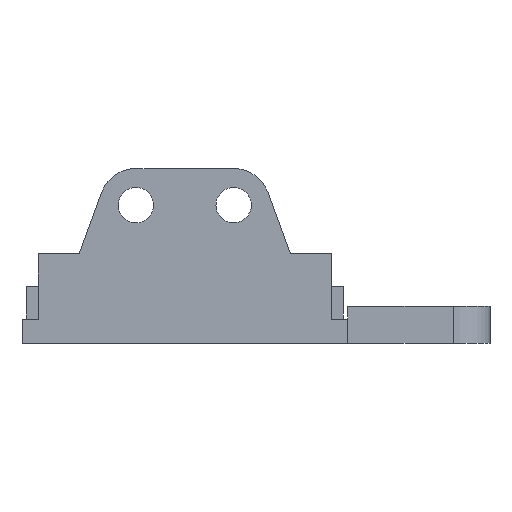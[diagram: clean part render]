
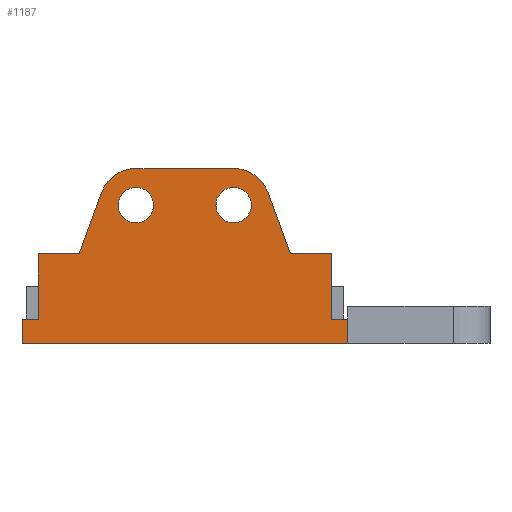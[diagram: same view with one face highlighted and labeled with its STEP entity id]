
A CAD part, front view. The second image highlights one B-rep face of the part: STEP entity #1187.
In plain terms, the highlighted planar face has unit normal (0, -1, 0).
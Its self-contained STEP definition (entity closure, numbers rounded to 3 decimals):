
#685 = VERTEX_POINT('',#686);
#686 = CARTESIAN_POINT('',(20.,-25.5,0.));
#692 = EDGE_CURVE('',#693,#685,#695,.T.);
#693 = VERTEX_POINT('',#694);
#694 = CARTESIAN_POINT('',(-20.,-25.5,0.));
#695 = LINE('',#696,#697);
#696 = CARTESIAN_POINT('',(-20.,-25.5,0.));
#697 = VECTOR('',#698,1.);
#698 = DIRECTION('',(1.,0.,0.));
#736 = VERTEX_POINT('',#737);
#737 = CARTESIAN_POINT('',(18.,-25.5,11.));
#771 = VERTEX_POINT('',#772);
#772 = CARTESIAN_POINT('',(-18.,-25.5,11.));
#778 = EDGE_CURVE('',#779,#771,#781,.T.);
#779 = VERTEX_POINT('',#780);
#780 = CARTESIAN_POINT('',(-12.973,-25.5,11.));
#781 = LINE('',#782,#783);
#782 = CARTESIAN_POINT('',(18.,-25.5,11.));
#783 = VECTOR('',#784,1.);
#784 = DIRECTION('',(-1.,0.,0.));
#803 = VERTEX_POINT('',#804);
#804 = CARTESIAN_POINT('',(12.973,-25.5,11.));
#810 = EDGE_CURVE('',#736,#803,#811,.T.);
#811 = LINE('',#812,#813);
#812 = CARTESIAN_POINT('',(18.,-25.5,11.));
#813 = VECTOR('',#814,1.);
#814 = DIRECTION('',(-1.,0.,0.));
#1015 = VERTEX_POINT('',#1016);
#1016 = CARTESIAN_POINT('',(-18.,-25.5,3.));
#1022 = EDGE_CURVE('',#1023,#1015,#1025,.T.);
#1023 = VERTEX_POINT('',#1024);
#1024 = CARTESIAN_POINT('',(-20.,-25.5,3.));
#1025 = LINE('',#1026,#1027);
#1026 = CARTESIAN_POINT('',(-20.,-25.5,3.));
#1027 = VECTOR('',#1028,1.);
#1028 = DIRECTION('',(1.,0.,0.));
#1169 = VERTEX_POINT('',#1170);
#1170 = CARTESIAN_POINT('',(20.,-25.5,3.));
#1176 = EDGE_CURVE('',#685,#1169,#1177,.T.);
#1177 = LINE('',#1178,#1179);
#1178 = CARTESIAN_POINT('',(20.,-25.5,0.));
#1179 = VECTOR('',#1180,1.);
#1180 = DIRECTION('',(0.,0.,1.));
#1187 = ADVANCED_FACE('',(#1188,#1261,#1272),#1283,.T.);
#1188 = FACE_BOUND('',#1189,.T.);
#1189 = EDGE_LOOP('',(#1190,#1191,#1199,#1205,#1206,#1214,#1223,#1231,
    #1240,#1246,#1247,#1253,#1254,#1260));
#1190 = ORIENTED_EDGE('',*,*,#1176,.T.);
#1191 = ORIENTED_EDGE('',*,*,#1192,.T.);
#1192 = EDGE_CURVE('',#1169,#1193,#1195,.T.);
#1193 = VERTEX_POINT('',#1194);
#1194 = CARTESIAN_POINT('',(18.,-25.5,3.));
#1195 = LINE('',#1196,#1197);
#1196 = CARTESIAN_POINT('',(20.,-25.5,3.));
#1197 = VECTOR('',#1198,1.);
#1198 = DIRECTION('',(-1.,0.,0.));
#1199 = ORIENTED_EDGE('',*,*,#1200,.T.);
#1200 = EDGE_CURVE('',#1193,#736,#1201,.T.);
#1201 = LINE('',#1202,#1203);
#1202 = CARTESIAN_POINT('',(18.,-25.5,0.));
#1203 = VECTOR('',#1204,1.);
#1204 = DIRECTION('',(0.,0.,1.));
#1205 = ORIENTED_EDGE('',*,*,#810,.T.);
#1206 = ORIENTED_EDGE('',*,*,#1207,.F.);
#1207 = EDGE_CURVE('',#1208,#803,#1210,.T.);
#1208 = VERTEX_POINT('',#1209);
#1209 = CARTESIAN_POINT('',(10.229,-25.5,18.539));
#1210 = LINE('',#1211,#1212);
#1211 = CARTESIAN_POINT('',(10.229,-25.5,18.539));
#1212 = VECTOR('',#1213,1.);
#1213 = DIRECTION('',(0.342,0.,-0.94));
#1214 = ORIENTED_EDGE('',*,*,#1215,.T.);
#1215 = EDGE_CURVE('',#1208,#1216,#1218,.T.);
#1216 = VERTEX_POINT('',#1217);
#1217 = CARTESIAN_POINT('',(6.,-25.5,21.5));
#1218 = CIRCLE('',#1219,4.5);
#1219 = AXIS2_PLACEMENT_3D('',#1220,#1221,#1222);
#1220 = CARTESIAN_POINT('',(6.,-25.5,17.));
#1221 = DIRECTION('',(0.,-1.,0.));
#1222 = DIRECTION('',(1.,0.,0.));
#1223 = ORIENTED_EDGE('',*,*,#1224,.F.);
#1224 = EDGE_CURVE('',#1225,#1216,#1227,.T.);
#1225 = VERTEX_POINT('',#1226);
#1226 = CARTESIAN_POINT('',(-6.,-25.5,21.5));
#1227 = LINE('',#1228,#1229);
#1228 = CARTESIAN_POINT('',(-6.,-25.5,21.5));
#1229 = VECTOR('',#1230,1.);
#1230 = DIRECTION('',(1.,0.,0.));
#1231 = ORIENTED_EDGE('',*,*,#1232,.T.);
#1232 = EDGE_CURVE('',#1225,#1233,#1235,.T.);
#1233 = VERTEX_POINT('',#1234);
#1234 = CARTESIAN_POINT('',(-10.229,-25.5,18.539));
#1235 = CIRCLE('',#1236,4.5);
#1236 = AXIS2_PLACEMENT_3D('',#1237,#1238,#1239);
#1237 = CARTESIAN_POINT('',(-6.,-25.5,17.));
#1238 = DIRECTION('',(0.,-1.,0.));
#1239 = DIRECTION('',(1.,0.,0.));
#1240 = ORIENTED_EDGE('',*,*,#1241,.T.);
#1241 = EDGE_CURVE('',#1233,#779,#1242,.T.);
#1242 = LINE('',#1243,#1244);
#1243 = CARTESIAN_POINT('',(-10.229,-25.5,18.539));
#1244 = VECTOR('',#1245,1.);
#1245 = DIRECTION('',(-0.342,-0.,-0.94));
#1246 = ORIENTED_EDGE('',*,*,#778,.T.);
#1247 = ORIENTED_EDGE('',*,*,#1248,.F.);
#1248 = EDGE_CURVE('',#1015,#771,#1249,.T.);
#1249 = LINE('',#1250,#1251);
#1250 = CARTESIAN_POINT('',(-18.,-25.5,0.));
#1251 = VECTOR('',#1252,1.);
#1252 = DIRECTION('',(0.,0.,1.));
#1253 = ORIENTED_EDGE('',*,*,#1022,.F.);
#1254 = ORIENTED_EDGE('',*,*,#1255,.F.);
#1255 = EDGE_CURVE('',#693,#1023,#1256,.T.);
#1256 = LINE('',#1257,#1258);
#1257 = CARTESIAN_POINT('',(-20.,-25.5,0.));
#1258 = VECTOR('',#1259,1.);
#1259 = DIRECTION('',(0.,0.,1.));
#1260 = ORIENTED_EDGE('',*,*,#692,.T.);
#1261 = FACE_BOUND('',#1262,.T.);
#1262 = EDGE_LOOP('',(#1263));
#1263 = ORIENTED_EDGE('',*,*,#1264,.F.);
#1264 = EDGE_CURVE('',#1265,#1265,#1267,.T.);
#1265 = VERTEX_POINT('',#1266);
#1266 = CARTESIAN_POINT('',(8.175,-25.5,17.));
#1267 = CIRCLE('',#1268,2.175);
#1268 = AXIS2_PLACEMENT_3D('',#1269,#1270,#1271);
#1269 = CARTESIAN_POINT('',(6.,-25.5,17.));
#1270 = DIRECTION('',(0.,-1.,0.));
#1271 = DIRECTION('',(1.,0.,0.));
#1272 = FACE_BOUND('',#1273,.T.);
#1273 = EDGE_LOOP('',(#1274));
#1274 = ORIENTED_EDGE('',*,*,#1275,.F.);
#1275 = EDGE_CURVE('',#1276,#1276,#1278,.T.);
#1276 = VERTEX_POINT('',#1277);
#1277 = CARTESIAN_POINT('',(-3.825,-25.5,17.));
#1278 = CIRCLE('',#1279,2.175);
#1279 = AXIS2_PLACEMENT_3D('',#1280,#1281,#1282);
#1280 = CARTESIAN_POINT('',(-6.,-25.5,17.));
#1281 = DIRECTION('',(0.,-1.,0.));
#1282 = DIRECTION('',(1.,0.,0.));
#1283 = PLANE('',#1284);
#1284 = AXIS2_PLACEMENT_3D('',#1285,#1286,#1287);
#1285 = CARTESIAN_POINT('',(0.,-25.5,8.359));
#1286 = DIRECTION('',(0.,-1.,0.));
#1287 = DIRECTION('',(0.,0.,-1.));
